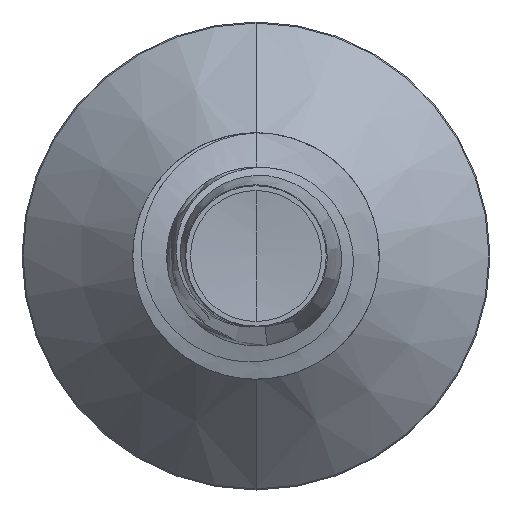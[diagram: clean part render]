
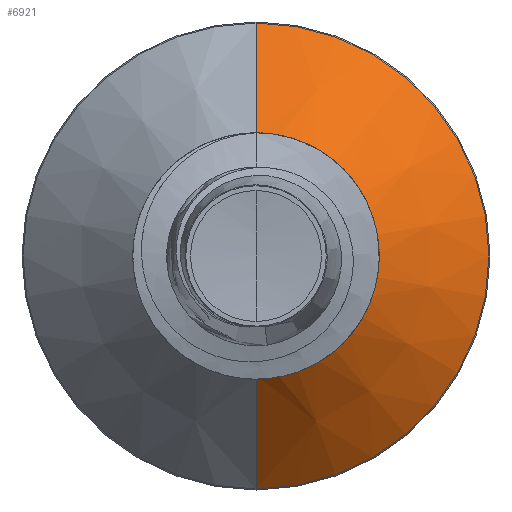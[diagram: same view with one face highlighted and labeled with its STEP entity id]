
A CAD part, front view. The second image highlights one B-rep face of the part: STEP entity #6921.
In plain terms, the highlighted conical face has half-angle 45 degrees and reference radius 0.97 mm.
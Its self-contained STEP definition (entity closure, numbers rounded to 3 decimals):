
#583 = FACE_OUTER_BOUND ( 'NONE', #15155, .T. ) ;
#1224 = AXIS2_PLACEMENT_3D ( 'NONE', #4459, #12654, #5920 ) ;
#1622 = VERTEX_POINT ( 'NONE', #8483 ) ;
#2081 = VECTOR ( 'NONE', #15011, 1000. ) ;
#3362 = ORIENTED_EDGE ( 'NONE', *, *, #12176, .T. ) ;
#3422 = ORIENTED_EDGE ( 'NONE', *, *, #5775, .T. ) ;
#3772 = ORIENTED_EDGE ( 'NONE', *, *, #14302, .F. ) ;
#4204 = AXIS2_PLACEMENT_3D ( 'NONE', #8630, #15256, #9796 ) ;
#4459 = CARTESIAN_POINT ( 'NONE',  ( 0., 8.641, 0. ) ) ;
#4890 = ORIENTED_EDGE ( 'NONE', *, *, #13763, .F. ) ;
#5019 = VERTEX_POINT ( 'NONE', #11749 ) ;
#5143 = AXIS2_PLACEMENT_3D ( 'NONE', #6802, #6761, #6740 ) ;
#5775 = EDGE_CURVE ( 'NONE', #12401, #1622, #9147, .T. ) ;
#5920 = DIRECTION ( 'NONE',  ( 0., 0., 1. ) ) ;
#6200 = VECTOR ( 'NONE', #11415, 1000. ) ;
#6740 = DIRECTION ( 'NONE',  ( 0., 0., 1. ) ) ;
#6761 = DIRECTION ( 'NONE',  ( 0., 1., 0. ) ) ;
#6802 = CARTESIAN_POINT ( 'NONE',  ( 0., 7.72, 0. ) ) ;
#6847 = CARTESIAN_POINT ( 'NONE',  ( 0., 7.72, -0.97 ) ) ;
#6921 = ADVANCED_FACE ( 'NONE', ( #583 ), #10993, .T. ) ;
#8483 = CARTESIAN_POINT ( 'NONE',  ( 0., 8.641, -1.891 ) ) ;
#8630 = CARTESIAN_POINT ( 'NONE',  ( 0., 7.72, 0. ) ) ;
#9147 = LINE ( 'NONE', #11405, #6200 ) ;
#9491 = LINE ( 'NONE', #14182, #2081 ) ;
#9796 = DIRECTION ( 'NONE',  ( 0., 0., 1. ) ) ;
#10650 = CIRCLE ( 'NONE', #1224, 1.891 ) ;
#10993 = CONICAL_SURFACE ( 'NONE', #5143, 0.97, 0.785 ) ;
#11405 = CARTESIAN_POINT ( 'NONE',  ( 0., 7.72, -0.97 ) ) ;
#11415 = DIRECTION ( 'NONE',  ( 0., 0.707, -0.707 ) ) ;
#11505 = CARTESIAN_POINT ( 'NONE',  ( 0., 7.72, 0.97 ) ) ;
#11749 = CARTESIAN_POINT ( 'NONE',  ( 0., 8.641, 1.891 ) ) ;
#12176 = EDGE_CURVE ( 'NONE', #13830, #12401, #12484, .T. ) ;
#12401 = VERTEX_POINT ( 'NONE', #6847 ) ;
#12484 = CIRCLE ( 'NONE', #4204, 0.97 ) ;
#12654 = DIRECTION ( 'NONE',  ( 0., 1., 0. ) ) ;
#13763 = EDGE_CURVE ( 'NONE', #13830, #5019, #9491, .T. ) ;
#13830 = VERTEX_POINT ( 'NONE', #11505 ) ;
#14182 = CARTESIAN_POINT ( 'NONE',  ( 0., 7.72, 0.97 ) ) ;
#14302 = EDGE_CURVE ( 'NONE', #5019, #1622, #10650, .T. ) ;
#15011 = DIRECTION ( 'NONE',  ( 0., 0.707, 0.707 ) ) ;
#15155 = EDGE_LOOP ( 'NONE', ( #3362, #3422, #3772, #4890 ) ) ;
#15256 = DIRECTION ( 'NONE',  ( 0., 1., 0. ) ) ;
